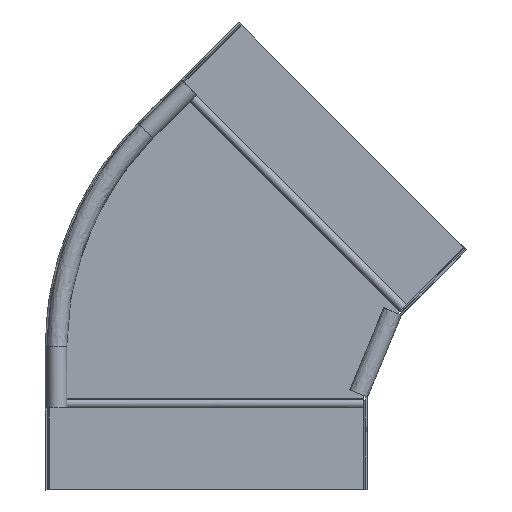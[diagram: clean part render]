
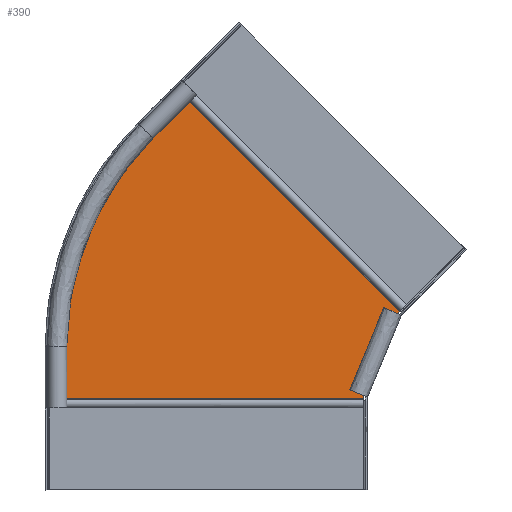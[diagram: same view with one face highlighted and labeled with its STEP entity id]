
A CAD part, top view. The second image highlights one B-rep face of the part: STEP entity #390.
In plain terms, the highlighted planar face has unit normal (0, 0, 1).
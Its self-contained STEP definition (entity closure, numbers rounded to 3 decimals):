
#390=ADVANCED_FACE('',(#795),#6084,.T.);
#795=FACE_OUTER_BOUND('',#1200,.T.);
#1200=EDGE_LOOP('',(#3073,#3074,#3075,#3076,#3077,#3078,#3079,#3080));
#3073=ORIENTED_EDGE('',*,*,#4059,.F.);
#3074=ORIENTED_EDGE('',*,*,#4117,.T.);
#3075=ORIENTED_EDGE('',*,*,#4065,.F.);
#3076=ORIENTED_EDGE('',*,*,#4081,.F.);
#3077=ORIENTED_EDGE('',*,*,#4086,.F.);
#3078=ORIENTED_EDGE('',*,*,#4085,.F.);
#3079=ORIENTED_EDGE('',*,*,#4084,.F.);
#3080=ORIENTED_EDGE('',*,*,#4087,.F.);
#4059=EDGE_CURVE('',#5676,#5675,#5052,.T.);
#4065=EDGE_CURVE('',#5685,#5684,#5058,.T.);
#4081=EDGE_CURVE('',#5691,#5685,#4251,.T.);
#4084=EDGE_CURVE('',#5692,#5693,#5069,.T.);
#4085=EDGE_CURVE('',#5693,#5694,#5070,.T.);
#4086=EDGE_CURVE('',#5694,#5691,#5071,.T.);
#4087=EDGE_CURVE('',#5675,#5692,#5072,.T.);
#4117=EDGE_CURVE('',#5676,#5684,#5089,.T.);
#4251=(
BOUNDED_CURVE()
B_SPLINE_CURVE(2,(#15839,#15840,#15841),.UNSPECIFIED.,.F.,.F.)
B_SPLINE_CURVE_WITH_KNOTS((3,3),(-154.723,0.),.UNSPECIFIED.)
CURVE()
GEOMETRIC_REPRESENTATION_ITEM()
RATIONAL_B_SPLINE_CURVE((1.,0.924,1.))
REPRESENTATION_ITEM('')
);
#5052=B_SPLINE_CURVE_WITH_KNOTS('',1,(#15785,#15786),.UNSPECIFIED.,.F.,
 .F.,(2,2),(-1.157,0.),.UNSPECIFIED.);
#5058=B_SPLINE_CURVE_WITH_KNOTS('',1,(#15797,#15798),.UNSPECIFIED.,.F.,
 .F.,(2,2),(-33.072,0.),.UNSPECIFIED.);
#5069=B_SPLINE_CURVE_WITH_KNOTS('',1,(#15847,#15848),.UNSPECIFIED.,.F.,
 .F.,(2,2),(0.,1.157),.UNSPECIFIED.);
#5070=B_SPLINE_CURVE_WITH_KNOTS('',1,(#15849,#15850),.UNSPECIFIED.,.F.,
 .F.,(2,2),(0.,198.5),.UNSPECIFIED.);
#5071=B_SPLINE_CURVE_WITH_KNOTS('',1,(#15851,#15852),.UNSPECIFIED.,.F.,
 .F.,(2,2),(0.,33.072),.UNSPECIFIED.);
#5072=B_SPLINE_CURVE_WITH_KNOTS('',1,(#15853,#15854),.UNSPECIFIED.,.F.,
 .F.,(2,2),(-57.822,0.),.UNSPECIFIED.);
#5089=B_SPLINE_CURVE_WITH_KNOTS('',1,(#15934,#15935),.UNSPECIFIED.,.F.,
 .F.,(2,2),(0.,198.5),.UNSPECIFIED.);
#5675=VERTEX_POINT('',#15729);
#5676=VERTEX_POINT('',#15730);
#5684=VERTEX_POINT('',#15738);
#5685=VERTEX_POINT('',#15739);
#5691=VERTEX_POINT('',#15745);
#5692=VERTEX_POINT('',#15746);
#5693=VERTEX_POINT('',#15747);
#5694=VERTEX_POINT('',#15748);
#6084=PLANE('',#6356);
#6356=AXIS2_PLACEMENT_3D('',#15566,#6593,$);
#6593=DIRECTION('',(0.,0.,1.));
#15566=CARTESIAN_POINT('',(144.812,37.281,1.25));
#15729=CARTESIAN_POINT('',(121.378,111.906,1.25));
#15730=CARTESIAN_POINT('',(122.196,112.724,1.25));
#15738=CARTESIAN_POINT('',(-18.165,253.085,1.25));
#15739=CARTESIAN_POINT('',(-41.55,229.7,1.25));
#15745=CARTESIAN_POINT('',(-99.25,90.4,1.25));
#15746=CARTESIAN_POINT('',(99.25,58.485,1.25));
#15747=CARTESIAN_POINT('',(99.25,57.328,1.25));
#15748=CARTESIAN_POINT('',(-99.25,57.328,1.25));
#15785=CARTESIAN_POINT('',(122.196,112.724,1.25));
#15786=CARTESIAN_POINT('',(121.378,111.906,1.25));
#15797=CARTESIAN_POINT('',(-41.55,229.7,1.25));
#15798=CARTESIAN_POINT('',(-18.165,253.085,1.25));
#15839=CARTESIAN_POINT('',(-99.25,90.4,1.25));
#15840=CARTESIAN_POINT('',(-99.25,172.,1.25));
#15841=CARTESIAN_POINT('',(-41.55,229.7,1.25));
#15847=CARTESIAN_POINT('',(99.25,58.485,1.25));
#15848=CARTESIAN_POINT('',(99.25,57.328,1.25));
#15849=CARTESIAN_POINT('',(99.25,57.328,1.25));
#15850=CARTESIAN_POINT('',(-99.25,57.328,1.25));
#15851=CARTESIAN_POINT('',(-99.25,57.328,1.25));
#15852=CARTESIAN_POINT('',(-99.25,90.4,1.25));
#15853=CARTESIAN_POINT('',(121.378,111.906,1.25));
#15854=CARTESIAN_POINT('',(99.25,58.485,1.25));
#15934=CARTESIAN_POINT('',(122.196,112.724,1.25));
#15935=CARTESIAN_POINT('',(-18.165,253.085,1.25));
